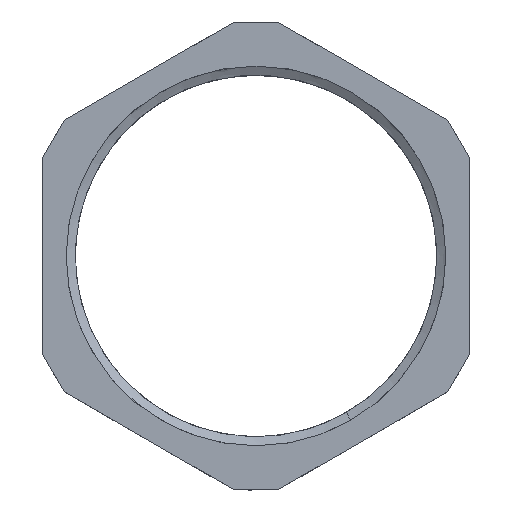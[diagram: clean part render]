
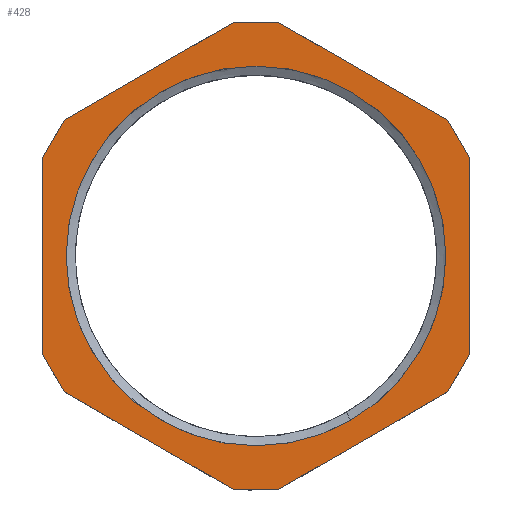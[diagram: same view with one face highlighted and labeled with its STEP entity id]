
A CAD part, top view. The second image highlights one B-rep face of the part: STEP entity #428.
In plain terms, the highlighted planar face has unit normal (0, 0, 1).
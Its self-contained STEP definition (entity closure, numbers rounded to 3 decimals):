
#16=FACE_BOUND('',#118,.T.);
#49=PLANE('',#474);
#64=CIRCLE('',#473,16.006);
#91=FACE_OUTER_BOUND('',#117,.T.);
#117=EDGE_LOOP('',(#389,#390,#391,#392,#393,#394,#395,#396,#397,#398,#399,
#400));
#118=EDGE_LOOP('',(#401));
#123=LINE('',#1218,#151);
#126=LINE('',#1232,#154);
#128=LINE('',#1238,#156);
#130=LINE('',#1250,#158);
#132=LINE('',#1256,#160);
#134=LINE('',#1268,#162);
#136=LINE('',#1274,#164);
#138=LINE('',#1287,#166);
#141=LINE('',#1300,#169);
#142=LINE('',#1305,#170);
#145=LINE('',#1318,#173);
#146=LINE('',#1321,#174);
#151=VECTOR('',#489,10.);
#154=VECTOR('',#494,10.);
#156=VECTOR('',#500,10.);
#158=VECTOR('',#504,10.);
#160=VECTOR('',#510,10.);
#162=VECTOR('',#514,10.);
#164=VECTOR('',#520,10.);
#166=VECTOR('',#524,10.);
#169=VECTOR('',#529,10.);
#170=VECTOR('',#534,10.);
#173=VECTOR('',#539,10.);
#174=VECTOR('',#544,10.);
#188=VERTEX_POINT('',#1084);
#189=VERTEX_POINT('',#1216);
#190=VERTEX_POINT('',#1217);
#194=VERTEX_POINT('',#1231);
#196=VERTEX_POINT('',#1237);
#199=VERTEX_POINT('',#1249);
#201=VERTEX_POINT('',#1255);
#204=VERTEX_POINT('',#1267);
#206=VERTEX_POINT('',#1273);
#209=VERTEX_POINT('',#1285);
#210=VERTEX_POINT('',#1286);
#214=VERTEX_POINT('',#1303);
#215=VERTEX_POINT('',#1304);
#230=EDGE_CURVE('',#189,#190,#123,.T.);
#235=EDGE_CURVE('',#190,#194,#126,.T.);
#238=EDGE_CURVE('',#194,#196,#128,.T.);
#242=EDGE_CURVE('',#196,#199,#130,.T.);
#245=EDGE_CURVE('',#199,#201,#132,.T.);
#249=EDGE_CURVE('',#201,#204,#134,.T.);
#252=EDGE_CURVE('',#204,#206,#136,.T.);
#256=EDGE_CURVE('',#209,#210,#138,.T.);
#261=EDGE_CURVE('',#210,#189,#141,.T.);
#263=EDGE_CURVE('',#214,#215,#142,.T.);
#268=EDGE_CURVE('',#206,#214,#145,.T.);
#270=EDGE_CURVE('',#215,#209,#146,.T.);
#279=EDGE_CURVE('',#188,#188,#64,.T.);
#389=ORIENTED_EDGE('',*,*,#268,.T.);
#390=ORIENTED_EDGE('',*,*,#263,.T.);
#391=ORIENTED_EDGE('',*,*,#270,.T.);
#392=ORIENTED_EDGE('',*,*,#256,.T.);
#393=ORIENTED_EDGE('',*,*,#261,.T.);
#394=ORIENTED_EDGE('',*,*,#230,.T.);
#395=ORIENTED_EDGE('',*,*,#235,.T.);
#396=ORIENTED_EDGE('',*,*,#238,.T.);
#397=ORIENTED_EDGE('',*,*,#242,.T.);
#398=ORIENTED_EDGE('',*,*,#245,.T.);
#399=ORIENTED_EDGE('',*,*,#249,.T.);
#400=ORIENTED_EDGE('',*,*,#252,.T.);
#401=ORIENTED_EDGE('',*,*,#279,.T.);
#428=ADVANCED_FACE('',(#91,#16),#49,.T.);
#473=AXIS2_PLACEMENT_3D('',#1338,#577,#578);
#474=AXIS2_PLACEMENT_3D('',#1339,#579,#580);
#489=DIRECTION('',(0.866,0.5,0.));
#494=DIRECTION('',(0.5,0.866,0.));
#500=DIRECTION('',(0.,1.,0.));
#504=DIRECTION('',(-0.5,0.866,0.));
#510=DIRECTION('',(-0.866,0.5,0.));
#514=DIRECTION('',(-1.,0.,0.));
#520=DIRECTION('',(-0.866,-0.5,0.));
#524=DIRECTION('',(0.866,-0.5,0.));
#529=DIRECTION('',(1.,0.,0.));
#534=DIRECTION('',(0.,-1.,0.));
#539=DIRECTION('',(-0.5,-0.866,0.));
#544=DIRECTION('',(0.5,-0.866,0.));
#577=DIRECTION('center_axis',(0.,0.,-1.));
#578=DIRECTION('ref_axis',(-1.,0.,0.));
#579=DIRECTION('center_axis',(0.,0.,1.));
#580=DIRECTION('ref_axis',(1.,0.,0.));
#1084=CARTESIAN_POINT('',(8.003,-13.862,5.));
#1216=CARTESIAN_POINT('',(1.836,-19.725,5.));
#1217=CARTESIAN_POINT('',(16.164,-11.452,5.));
#1218=CARTESIAN_POINT('',(16.858,-11.052,5.));
#1231=CARTESIAN_POINT('',(18.,-8.273,5.));
#1232=CARTESIAN_POINT('',(17.541,-9.067,5.));
#1237=CARTESIAN_POINT('',(18.,8.273,5.));
#1238=CARTESIAN_POINT('',(18.,-0.801,5.));
#1249=CARTESIAN_POINT('',(16.164,11.452,5.));
#1250=CARTESIAN_POINT('',(20.899,3.251,5.));
#1255=CARTESIAN_POINT('',(1.836,19.725,5.));
#1256=CARTESIAN_POINT('',(13.969,12.719,5.));
#1267=CARTESIAN_POINT('',(-1.836,19.725,5.));
#1268=CARTESIAN_POINT('',(7.634,19.725,5.));
#1273=CARTESIAN_POINT('',(-16.164,11.452,5.));
#1274=CARTESIAN_POINT('',(-8.306,15.989,5.));
#1285=CARTESIAN_POINT('',(-16.164,-11.452,5.));
#1286=CARTESIAN_POINT('',(-1.836,-19.725,5.));
#1287=CARTESIAN_POINT('',(3.134,-22.594,5.));
#1300=CARTESIAN_POINT('',(9.469,-19.725,5.));
#1303=CARTESIAN_POINT('',(-18.,8.273,5.));
#1304=CARTESIAN_POINT('',(-18.,-8.273,5.));
#1305=CARTESIAN_POINT('',(-18.,-9.074,5.));
#1318=CARTESIAN_POINT('',(-17.541,9.067,5.));
#1321=CARTESIAN_POINT('',(-12.347,-18.063,5.));
#1338=CARTESIAN_POINT('Origin',(0.,0.,5.));
#1339=CARTESIAN_POINT('Origin',(17.103,-9.875,5.));
